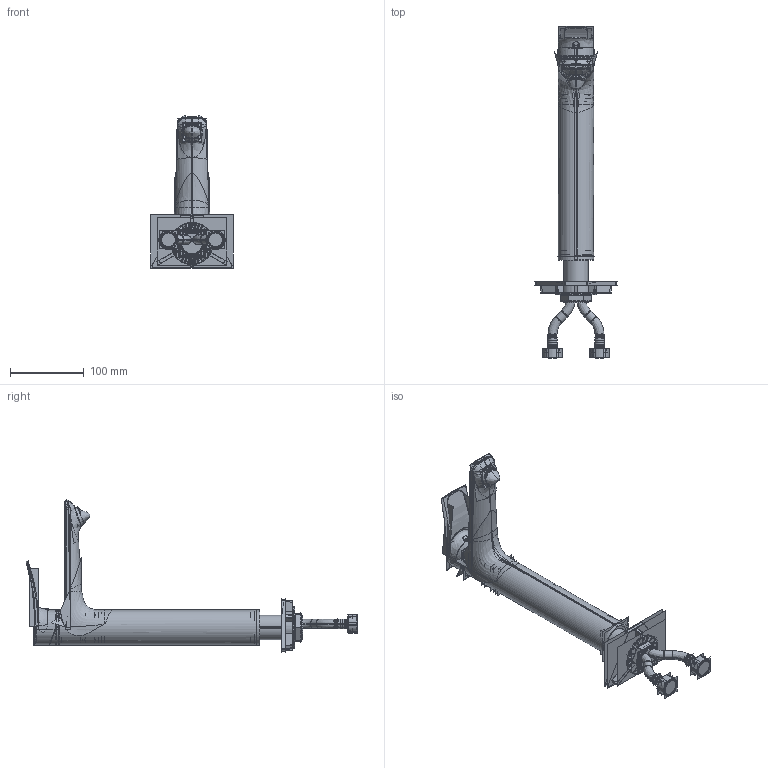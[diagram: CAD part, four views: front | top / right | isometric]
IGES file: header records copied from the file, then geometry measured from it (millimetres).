
Start section:  PTC IGES file: FFAS0902-102500BC0.igs
Global section: file name: FFAS0902-102500BC0.igs; native system: Creo Parametric by PTC Inc.; preprocessor: 2015200; author: 10114211; organization: Unknown; date: 20180814.093020; units: millimetre
Bounding box: 112.66 x 451.07 x 207.3 mm (x, y, z)
Volume: 548923.5 mm3; surface area: 3695435.8 mm2
Topology: 39 solids, 63 shells, 3946 faces, 21977 edges, 29256 vertices
Faces by surface type: revolution 2132, bspline 1814
